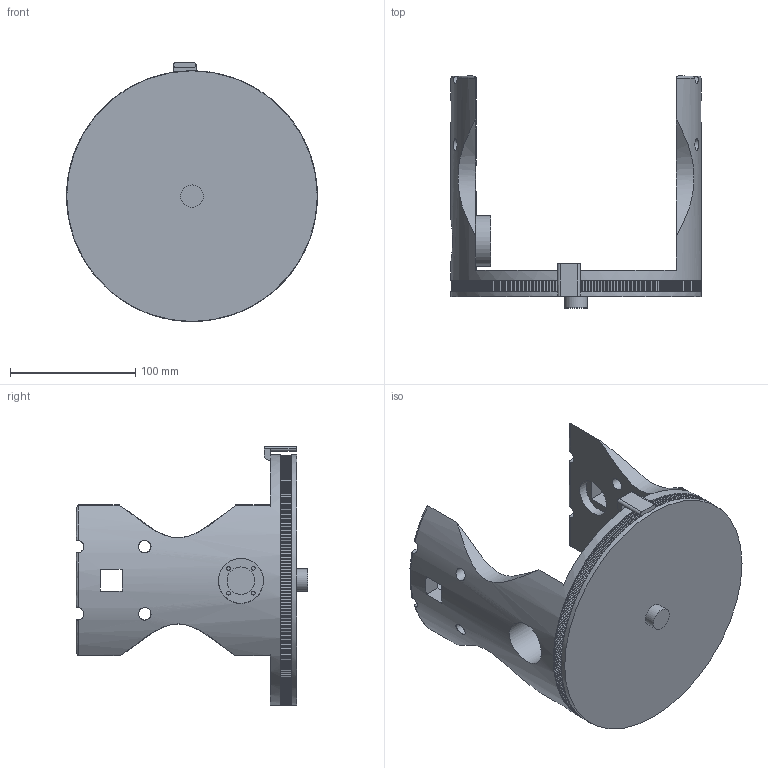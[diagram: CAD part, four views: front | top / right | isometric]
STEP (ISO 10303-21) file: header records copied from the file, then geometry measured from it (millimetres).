
FILE_DESCRIPTION(/* description */ ('STEP AP242','CAx-IF Rec.Pracs.---Representation and Presentation of Product Manufacturing Information (PMI)---4.0---2014-10-13','CAx-IF Rec.Pracs.---3D Tessellated Geometry---0.4---2014-09-14','2;1'),/* implementation_level */ '2;1');
FILE_NAME(/* name */ '687edc900cb4781e4e9807d0',/* time_stamp */ '2025-07-22T00:34:25Z',/* author */ (''),/* organization */ (''),/* preprocessor_version */ 'ST-DEVELOPER v20',/* originating_system */ 'ONSHAPE BY PTC INC, 1.201',/* authorisation */ ' ');
FILE_SCHEMA (('AP242_MANAGED_MODEL_BASED_3D_ENGINEERING_MIM_LF { 1 0 10303 442 1 1 4 }'));
Length unit declared in the file: metre
Products named in the file (1): Base
Bounding box: 200 x 185 x 206.64 mm (x, y, z)
Volume: 1087138.9 mm3; surface area: 158020.5 mm2
Topology: 1 solids, 1 shells, 593 faces, 1747 edges, 1163 vertices
Faces by surface type: cylinder 549, plane 34, torus 6, bspline 4
Full cylindrical faces by diameter (mm): 3.05 x4, 10 x4, 18 x1, 22 x1, 30 x2, 36 x1, 40 x1, 200 x2
Entity records: 20678 total; most frequent: DIRECTION 3972, CARTESIAN_POINT 3859, ORIENTED_EDGE 3458, EDGE_CURVE 1729, AXIS2_PLACEMENT_3D 1690, VERTEX_POINT 1161, CIRCLE 1099, EDGE_LOOP 638
